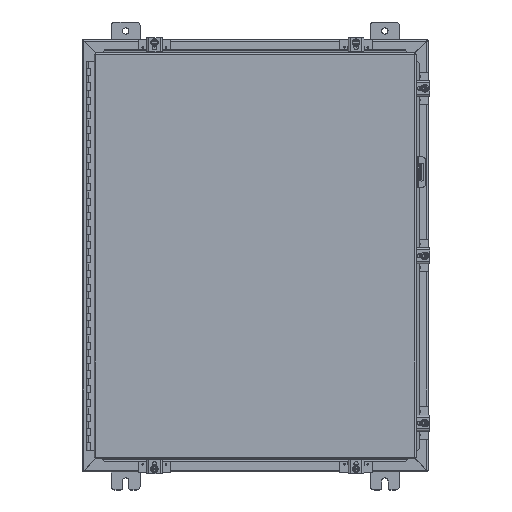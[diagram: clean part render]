
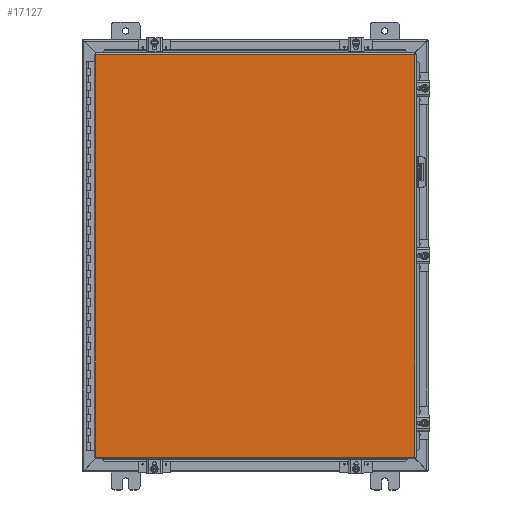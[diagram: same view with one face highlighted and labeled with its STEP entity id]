
A CAD part, top view. The second image highlights one B-rep face of the part: STEP entity #17127.
In plain terms, the highlighted face is planar.
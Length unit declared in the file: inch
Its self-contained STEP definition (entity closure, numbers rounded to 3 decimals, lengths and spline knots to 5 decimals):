
#1429=PLANE('',#18582);
#2165=FACE_OUTER_BOUND('',#3112,.T.);
#3112=EDGE_LOOP('',(#13376,#13377,#13378,#13379));
#4277=LINE('',#26943,#5989);
#4283=LINE('',#27064,#5995);
#4293=LINE('',#27217,#6005);
#4296=LINE('',#27250,#6008);
#5989=VECTOR('',#21164,0.3937);
#5995=VECTOR('',#21178,0.3937);
#6005=VECTOR('',#21200,0.3937);
#6008=VECTOR('',#21209,0.3937);
#8193=VERTEX_POINT('',#26934);
#8194=VERTEX_POINT('',#26942);
#8197=VERTEX_POINT('',#27012);
#8198=VERTEX_POINT('',#27056);
#10086=EDGE_CURVE('',#8194,#8193,#4277,.T.);
#10099=EDGE_CURVE('',#8197,#8198,#4283,.T.);
#10116=EDGE_CURVE('',#8193,#8197,#4293,.T.);
#10120=EDGE_CURVE('',#8198,#8194,#4296,.T.);
#13376=ORIENTED_EDGE('',*,*,#10116,.T.);
#13377=ORIENTED_EDGE('',*,*,#10099,.T.);
#13378=ORIENTED_EDGE('',*,*,#10120,.T.);
#13379=ORIENTED_EDGE('',*,*,#10086,.T.);
#17127=ADVANCED_FACE('',(#2165),#1429,.F.);
#18582=AXIS2_PLACEMENT_3D('',#27330,#21223,#21224);
#21164=DIRECTION('',(-1.,0.,0.));
#21178=DIRECTION('',(1.,0.,0.));
#21200=DIRECTION('',(0.,1.,0.));
#21209=DIRECTION('',(0.,-1.,0.));
#21223=DIRECTION('center_axis',(0.,0.,1.));
#21224=DIRECTION('ref_axis',(1.,0.,0.));
#26934=CARTESIAN_POINT('',(-11.08225,-13.9885,0.));
#26942=CARTESIAN_POINT('',(11.08225,-13.9885,0.));
#26943=CARTESIAN_POINT('',(5.54113,-13.9885,0.));
#27012=CARTESIAN_POINT('',(-11.08225,13.9885,0.));
#27056=CARTESIAN_POINT('',(11.08225,13.9885,0.));
#27064=CARTESIAN_POINT('',(-5.59375,13.9885,0.));
#27217=CARTESIAN_POINT('',(-11.08225,-6.99425,0.));
#27250=CARTESIAN_POINT('',(11.08225,6.99425,0.));
#27330=CARTESIAN_POINT('Origin',(0.,0.,
0.));
